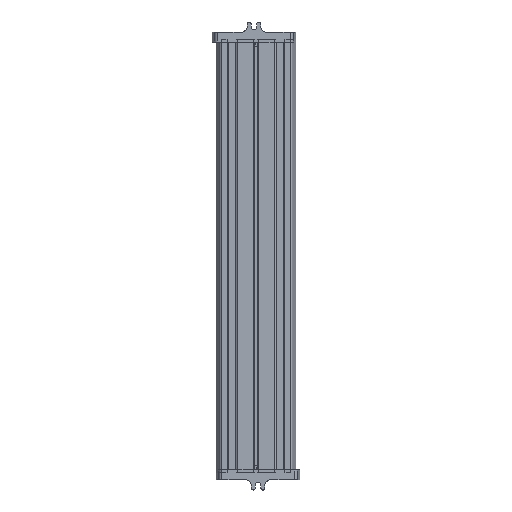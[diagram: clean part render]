
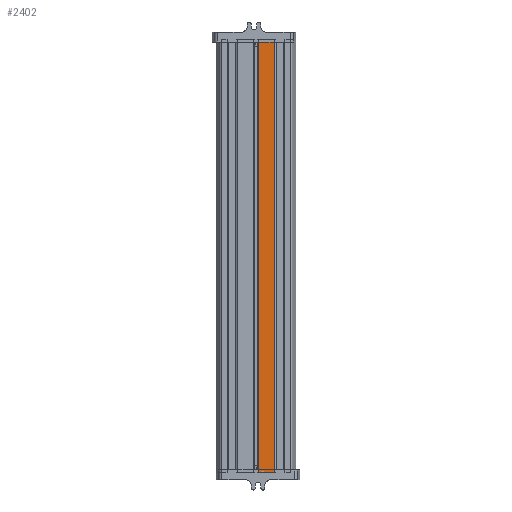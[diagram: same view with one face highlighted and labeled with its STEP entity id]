
A CAD part, front view. The second image highlights one B-rep face of the part: STEP entity #2402.
In plain terms, the highlighted planar face has unit normal (0, -1, 0).
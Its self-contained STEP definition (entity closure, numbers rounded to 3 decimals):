
#42 = CARTESIAN_POINT ( 'NONE',  ( 10.8, -15.55, -221. ) ) ;
#174 = VECTOR ( 'NONE', #6098, 1000. ) ;
#279 = EDGE_CURVE ( 'NONE', #4042, #6501, #4957, .T. ) ;
#458 = ORIENTED_EDGE ( 'NONE', *, *, #279, .T. ) ;
#1481 = VERTEX_POINT ( 'NONE', #1869 ) ;
#1869 = CARTESIAN_POINT ( 'NONE',  ( 1.25, -15.55, 29. ) ) ;
#2017 = CARTESIAN_POINT ( 'NONE',  ( 1.25, -15.55, 29. ) ) ;
#2023 = DIRECTION ( 'NONE',  ( 0., 0., 1. ) ) ;
#2402 = ADVANCED_FACE ( 'NONE', ( #3183 ), #7558, .T. ) ;
#2585 = CARTESIAN_POINT ( 'NONE',  ( 1.25, -15.55, -221. ) ) ;
#2844 = EDGE_CURVE ( 'NONE', #1481, #3282, #6965, .T. ) ;
#2955 = CARTESIAN_POINT ( 'NONE',  ( 1.25, -15.55, -221. ) ) ;
#3183 = FACE_OUTER_BOUND ( 'NONE', #7197, .T. ) ;
#3282 = VERTEX_POINT ( 'NONE', #5138 ) ;
#3313 = ORIENTED_EDGE ( 'NONE', *, *, #2844, .F. ) ;
#3397 = EDGE_CURVE ( 'NONE', #4042, #1481, #5440, .T. ) ;
#3419 = EDGE_CURVE ( 'NONE', #6501, #3282, #8016, .T. ) ;
#3610 = DIRECTION ( 'NONE',  ( 0., 0., -1. ) ) ;
#3615 = VECTOR ( 'NONE', #4866, 1000. ) ;
#3672 = VECTOR ( 'NONE', #6557, 1000. ) ;
#3761 = CARTESIAN_POINT ( 'NONE',  ( 1.25, -15.55, -221. ) ) ;
#4042 = VERTEX_POINT ( 'NONE', #3761 ) ;
#4866 = DIRECTION ( 'NONE',  ( 1., 0., 0. ) ) ;
#4957 = LINE ( 'NONE', #5591, #3615 ) ;
#5138 = CARTESIAN_POINT ( 'NONE',  ( 10.8, -15.55, 29. ) ) ;
#5440 = LINE ( 'NONE', #2585, #3672 ) ;
#5518 = DIRECTION ( 'NONE',  ( 0., -1., 0. ) ) ;
#5591 = CARTESIAN_POINT ( 'NONE',  ( 1.25, -15.55, -221. ) ) ;
#5843 = VECTOR ( 'NONE', #2023, 1000. ) ;
#6098 = DIRECTION ( 'NONE',  ( 1., 0., 0. ) ) ;
#6501 = VERTEX_POINT ( 'NONE', #42 ) ;
#6557 = DIRECTION ( 'NONE',  ( 0., 0., 1. ) ) ;
#6588 = ORIENTED_EDGE ( 'NONE', *, *, #3397, .F. ) ;
#6636 = AXIS2_PLACEMENT_3D ( 'NONE', #2955, #5518, #3610 ) ;
#6965 = LINE ( 'NONE', #2017, #174 ) ;
#7197 = EDGE_LOOP ( 'NONE', ( #3313, #6588, #458, #7747 ) ) ;
#7253 = CARTESIAN_POINT ( 'NONE',  ( 10.8, -15.55, -221. ) ) ;
#7558 = PLANE ( 'NONE',  #6636 ) ;
#7747 = ORIENTED_EDGE ( 'NONE', *, *, #3419, .T. ) ;
#8016 = LINE ( 'NONE', #7253, #5843 ) ;
